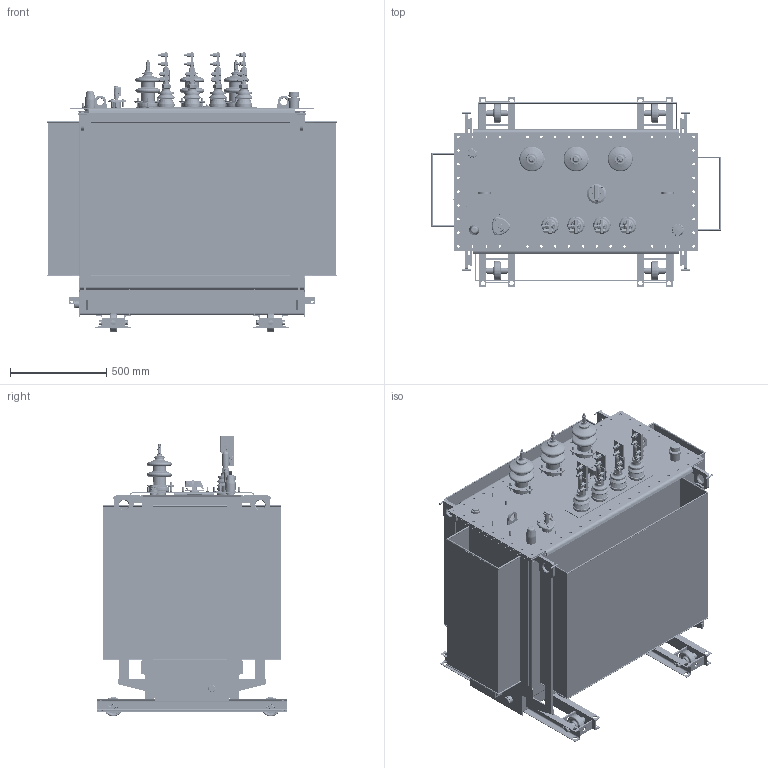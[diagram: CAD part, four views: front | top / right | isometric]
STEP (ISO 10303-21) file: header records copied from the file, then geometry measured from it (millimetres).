
FILE_DESCRIPTION(/* description */ (''),/* implementation_level */ '2;1');
FILE_NAME(/* name */ 'Транс ТМГ-32_630.stp',/* time_stamp */ '2018-09-28T13:37:19+03:00',/* author */ ('54405'),/* organization */ (''),/* preprocessor_version */ 'ST-DEVELOPER v15.2',/* originating_system */ 'Autodesk Inventor 2014',/* authorisation */ '');
FILE_SCHEMA (('AUTOMOTIVE_DESIGN { 1 0 10303 214 3 1 1 }'));
Products named in the file (1): !!!ВИЕЛ.672233.072_Транс \X2\0422
-32_630(упрощ)_Shrinkwrap_1
Bounding box: 1507.8 x 994 x 1461.43 mm (x, y, z)
Volume: 19471631.3 mm3; surface area: 17850193.2 mm2
Topology: 81 solids, 90 shells, 6053 faces, 15415 edges, 9901 vertices
Faces by surface type: plane 3122, cylinder 1566, bspline 587, cone 403, torus 334, sphere 41
Full cylindrical faces by diameter (mm): 1.6 x3, 1.827 x2, 2 x2, 3 x2, 3.1 x2, 3.8 x12, 3.96 x1, 4 x4, 4.5 x3, 4.917 x2, 5.3 x1, 5.5 x2, 6 x25, 6.2 x5, 6.5 x1, 7 x6, 7.1 x2, 7.92 x3, 8 x20, 8.4 x6, 8.746 x15, 9 x8, 10 x18, 10.8 x3, 11 x1, 11.88 x16, 12 x38, 12.5 x3, 13 x137, 13.9 x1
Entity records: 189189 total; most frequent: CARTESIAN_POINT 45564, ORIENTED_EDGE 27848, DIRECTION 26925, EDGE_CURVE 13917, AXIS2_PLACEMENT_3D 9812, VERTEX_POINT 9630, EDGE_LOOP 8317, LINE 7301
